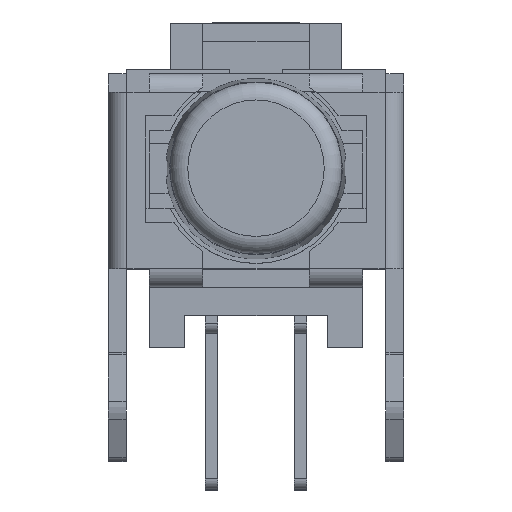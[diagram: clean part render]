
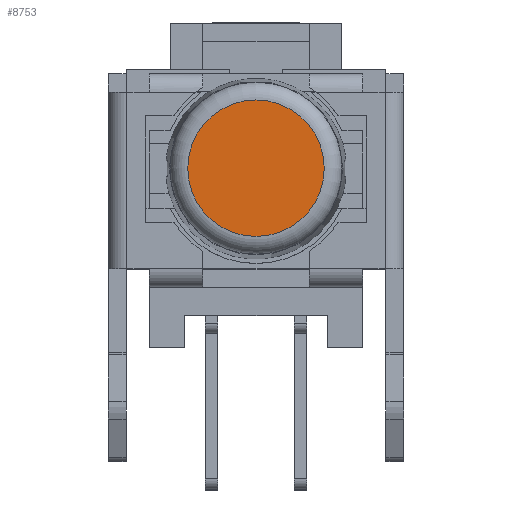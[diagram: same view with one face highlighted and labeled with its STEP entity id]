
A CAD part, top view. The second image highlights one B-rep face of the part: STEP entity #8753.
In plain terms, the highlighted planar face has unit normal (0, 0, 1).
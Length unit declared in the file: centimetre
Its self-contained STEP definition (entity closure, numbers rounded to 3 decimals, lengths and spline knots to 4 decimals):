
#129=CIRCLE('',#9230,0.1919);
#269=FACE_OUTER_BOUND('',#719,.T.);
#719=EDGE_LOOP('',(#5900));
#3602=VERTEX_POINT('',#12348);
#4491=EDGE_CURVE('',#3602,#3602,#129,.T.);
#5900=ORIENTED_EDGE('',*,*,#4491,.F.);
#8363=PLANE('',#9236);
#8753=ADVANCED_FACE('',(#269),#8363,.F.);
#9230=AXIS2_PLACEMENT_3D('',#12350,#9953,#9954);
#9236=AXIS2_PLACEMENT_3D('',#12357,#9966,#9967);
#9953=DIRECTION('center_axis',(0.,0.,
-1.));
#9954=DIRECTION('ref_axis',(-1.,0.,0.));
#9966=DIRECTION('center_axis',(0.,0.,
-1.));
#9967=DIRECTION('ref_axis',(-1.,0.,0.));
#12348=CARTESIAN_POINT('',(0.1919,0.,1.599));
#12350=CARTESIAN_POINT('Origin',(0.,0.,
1.599));
#12357=CARTESIAN_POINT('Origin',(0.,0.,
1.599));
